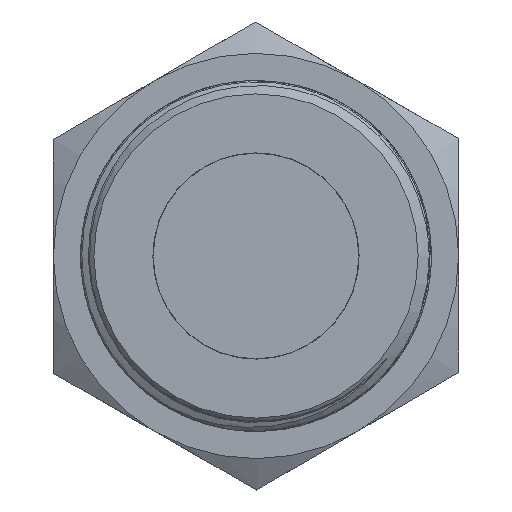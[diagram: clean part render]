
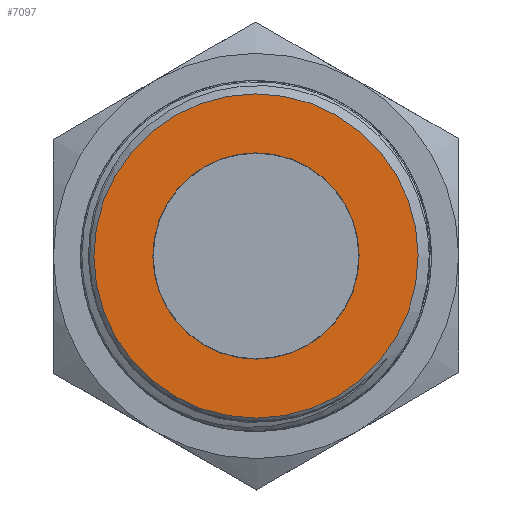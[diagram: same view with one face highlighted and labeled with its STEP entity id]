
A CAD part, left-side view. The second image highlights one B-rep face of the part: STEP entity #7097.
In plain terms, the highlighted planar face has unit normal (-1, 0, 0).
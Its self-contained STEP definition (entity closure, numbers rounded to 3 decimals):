
#912=FACE_BOUND('',#2576,.T.);
#1758=PLANE('',#7421);
#2128=FACE_OUTER_BOUND('',#2575,.T.);
#2575=EDGE_LOOP('',(#6450));
#2576=EDGE_LOOP('',(#6451));
#2756=CIRCLE('',#7422,22.);
#2757=CIRCLE('',#7423,14.);
#3447=VERTEX_POINT('',#19033);
#3448=VERTEX_POINT('',#19035);
#4471=EDGE_CURVE('',#3447,#3447,#2756,.T.);
#4472=EDGE_CURVE('',#3448,#3448,#2757,.T.);
#6450=ORIENTED_EDGE('',*,*,#4471,.T.);
#6451=ORIENTED_EDGE('',*,*,#4472,.T.);
#7097=ADVANCED_FACE('',(#2128,#912),#1758,.T.);
#7421=AXIS2_PLACEMENT_3D('',#19032,#8252,#8253);
#7422=AXIS2_PLACEMENT_3D('',#19034,#8254,#8255);
#7423=AXIS2_PLACEMENT_3D('',#19036,#8256,#8257);
#8252=DIRECTION('center_axis',(-1.,0.,0.));
#8253=DIRECTION('ref_axis',(0.,0.,1.));
#8254=DIRECTION('center_axis',(-1.,0.,0.));
#8255=DIRECTION('ref_axis',(0.,1.,0.));
#8256=DIRECTION('center_axis',(1.,0.,0.));
#8257=DIRECTION('ref_axis',(0.,-0.003,1.));
#19032=CARTESIAN_POINT('Origin',(-45.,24.,0.));
#19033=CARTESIAN_POINT('',(-45.,-22.,0.));
#19034=CARTESIAN_POINT('Origin',(-45.,0.,0.));
#19035=CARTESIAN_POINT('',(-45.,-14.,0.));
#19036=CARTESIAN_POINT('Origin',(-45.,0.,0.));
